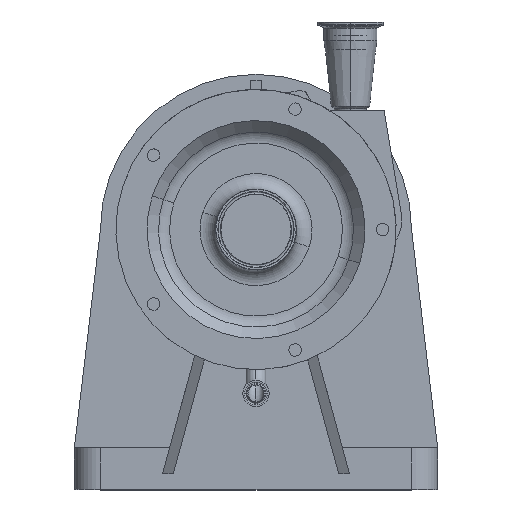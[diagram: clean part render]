
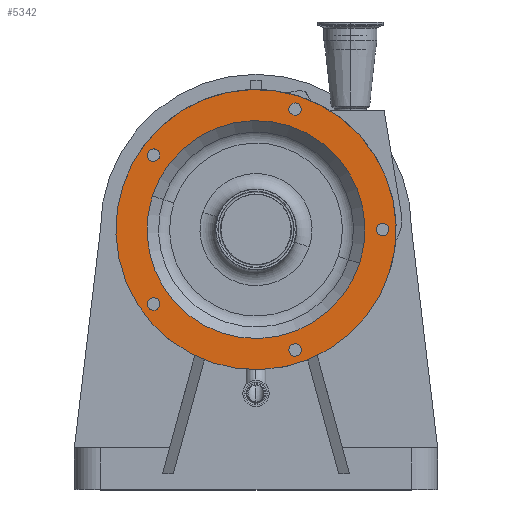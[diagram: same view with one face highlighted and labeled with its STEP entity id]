
A CAD part, top view. The second image highlights one B-rep face of the part: STEP entity #5342.
In plain terms, the highlighted planar face has unit normal (0, 0, 1).
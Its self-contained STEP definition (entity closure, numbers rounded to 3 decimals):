
#1107 = DIRECTION ( 'NONE',  ( 0., -1., 0. ) ) ;
#1108 = DIRECTION ( 'NONE',  ( 0., 0., 1. ) ) ;
#1109 = CARTESIAN_POINT ( 'NONE',  ( 122., 0., 284. ) ) ;
#1110 = AXIS2_PLACEMENT_3D ( 'NONE', #1109, #1108, #1107 ) ;
#1111 = CIRCLE ( 'NONE', #1110, 6. ) ;
#1295 = ORIENTED_EDGE ( 'NONE', *, *, #1377, .F. ) ;
#1296 = EDGE_LOOP ( 'NONE', ( #1341, #1339 ) ) ;
#1297 = ORIENTED_EDGE ( 'NONE', *, *, #4063, .F. ) ;
#1298 = EDGE_CURVE ( 'NONE', #4007, #3992, #5618, .T. ) ;
#1301 = EDGE_LOOP ( 'NONE', ( #1323, #1307 ) ) ;
#1302 = EDGE_LOOP ( 'NONE', ( #1308, #1409 ) ) ;
#1303 = EDGE_CURVE ( 'NONE', #4026, #4009, #5630, .T. ) ;
#1306 = ORIENTED_EDGE ( 'NONE', *, *, #4016, .F. ) ;
#1307 = ORIENTED_EDGE ( 'NONE', *, *, #4005, .F. ) ;
#1308 = ORIENTED_EDGE ( 'NONE', *, *, #1334, .F. ) ;
#1321 = EDGE_CURVE ( 'NONE', #3936, #3939, #5637, .T. ) ;
#1322 = ORIENTED_EDGE ( 'NONE', *, *, #1321, .F. ) ;
#1323 = ORIENTED_EDGE ( 'NONE', *, *, #1298, .F. ) ;
#1327 = EDGE_LOOP ( 'NONE', ( #1295, #1393 ) ) ;
#1328 = EDGE_LOOP ( 'NONE', ( #1408, #1297 ) ) ;
#1334 = EDGE_CURVE ( 'NONE', #4044, #3994, #5655, .T. ) ;
#1339 = ORIENTED_EDGE ( 'NONE', *, *, #5209, .T. ) ;
#1341 = ORIENTED_EDGE ( 'NONE', *, *, #4215, .T. ) ;
#1377 = EDGE_CURVE ( 'NONE', #4103, #4100, #5705, .T. ) ;
#1389 = EDGE_LOOP ( 'NONE', ( #1322, #1306 ) ) ;
#1393 = ORIENTED_EDGE ( 'NONE', *, *, #4033, .F. ) ;
#1408 = ORIENTED_EDGE ( 'NONE', *, *, #1303, .F. ) ;
#1409 = ORIENTED_EDGE ( 'NONE', *, *, #4047, .F. ) ;
#1494 = ORIENTED_EDGE ( 'NONE', *, *, #4083, .F. ) ;
#2487 = DIRECTION ( 'NONE',  ( 0.951, -0.309, 0. ) ) ;
#2488 = DIRECTION ( 'NONE',  ( 0., 0., 1. ) ) ;
#2489 = AXIS2_PLACEMENT_3D ( 'NONE', #2508, #2488, #2487 ) ;
#2490 = CIRCLE ( 'NONE', #2489, 135. ) ;
#2508 = CARTESIAN_POINT ( 'NONE',  ( 0., 0., 284. ) ) ;
#2762 = FACE_BOUND ( 'NONE', #1389, .T. ) ;
#2765 = FACE_OUTER_BOUND ( 'NONE', #1296, .T. ) ;
#2768 = FACE_BOUND ( 'NONE', #5331, .T. ) ;
#2777 = FACE_BOUND ( 'NONE', #1302, .T. ) ;
#2847 = FACE_BOUND ( 'NONE', #1328, .T. ) ;
#2897 = FACE_BOUND ( 'NONE', #1327, .T. ) ;
#3060 = FACE_BOUND ( 'NONE', #1301, .T. ) ;
#3936 = VERTEX_POINT ( 'NONE', #6614 ) ;
#3939 = VERTEX_POINT ( 'NONE', #6589 ) ;
#3992 = VERTEX_POINT ( 'NONE', #6701 ) ;
#3994 = VERTEX_POINT ( 'NONE', #6704 ) ;
#4005 = EDGE_CURVE ( 'NONE', #3992, #4007, #6705, .T. ) ;
#4007 = VERTEX_POINT ( 'NONE', #6666 ) ;
#4009 = VERTEX_POINT ( 'NONE', #6665 ) ;
#4016 = EDGE_CURVE ( 'NONE', #3939, #3936, #6784, .T. ) ;
#4026 = VERTEX_POINT ( 'NONE', #6828 ) ;
#4033 = EDGE_CURVE ( 'NONE', #4100, #4103, #6781, .T. ) ;
#4044 = VERTEX_POINT ( 'NONE', #6794 ) ;
#4045 = VERTEX_POINT ( 'NONE', #6844 ) ;
#4047 = EDGE_CURVE ( 'NONE', #3994, #4044, #6840, .T. ) ;
#4063 = EDGE_CURVE ( 'NONE', #4009, #4026, #6949, .T. ) ;
#4064 = VERTEX_POINT ( 'NONE', #6851 ) ;
#4083 = EDGE_CURVE ( 'NONE', #4064, #4045, #6951, .T. ) ;
#4100 = VERTEX_POINT ( 'NONE', #6867 ) ;
#4103 = VERTEX_POINT ( 'NONE', #6852 ) ;
#4155 = VERTEX_POINT ( 'NONE', #6970 ) ;
#4170 = VERTEX_POINT ( 'NONE', #6549 ) ;
#4215 = EDGE_CURVE ( 'NONE', #4155, #4170, #7180, .T. ) ;
#5129 = EDGE_CURVE ( 'NONE', #4045, #4064, #1111, .T. ) ;
#5209 = EDGE_CURVE ( 'NONE', #4170, #4155, #2490, .T. ) ;
#5317 = ORIENTED_EDGE ( 'NONE', *, *, #5129, .F. ) ;
#5331 = EDGE_LOOP ( 'NONE', ( #5317, #1494 ) ) ;
#5342 = ADVANCED_FACE ( 'NONE', ( #2768, #2847, #3060, #2777, #2762, #2765, #2897 ), #7419, .F. ) ;
#5548 = DIRECTION ( 'NONE',  ( 0.951, -0.309, 0. ) ) ;
#5613 = AXIS2_PLACEMENT_3D ( 'NONE', #5621, #5614, #5620 ) ;
#5614 = DIRECTION ( 'NONE',  ( 0., 0., 1. ) ) ;
#5618 = CIRCLE ( 'NONE', #5613, 6. ) ;
#5620 = DIRECTION ( 'NONE',  ( -0.588, 0.809, 0. ) ) ;
#5621 = CARTESIAN_POINT ( 'NONE',  ( -98.7, -71.71, 284. ) ) ;
#5624 = AXIS2_PLACEMENT_3D ( 'NONE', #5641, #5640, #5627 ) ;
#5627 = DIRECTION ( 'NONE',  ( -0.951, -0.309, 0. ) ) ;
#5630 = CIRCLE ( 'NONE', #5624, 6. ) ;
#5632 = DIRECTION ( 'NONE',  ( 0., 0., 1. ) ) ;
#5635 = CARTESIAN_POINT ( 'NONE',  ( 37.7, 116.029, 284. ) ) ;
#5636 = AXIS2_PLACEMENT_3D ( 'NONE', #5635, #5632, #5548 ) ;
#5637 = CIRCLE ( 'NONE', #5636, 6. ) ;
#5640 = DIRECTION ( 'NONE',  ( 0., 0., 1. ) ) ;
#5641 = CARTESIAN_POINT ( 'NONE',  ( 37.7, -116.029, 284. ) ) ;
#5645 = DIRECTION ( 'NONE',  ( 0., 0., 1. ) ) ;
#5646 = CARTESIAN_POINT ( 'NONE',  ( -98.7, 71.71, 284. ) ) ;
#5647 = AXIS2_PLACEMENT_3D ( 'NONE', #5646, #5645, #5666 ) ;
#5655 = CIRCLE ( 'NONE', #5647, 6. ) ;
#5666 = DIRECTION ( 'NONE',  ( 0.588, 0.809, 0. ) ) ;
#5696 = AXIS2_PLACEMENT_3D ( 'NONE', #5725, #5713, #5720 ) ;
#5705 = CIRCLE ( 'NONE', #5696, 105. ) ;
#5713 = DIRECTION ( 'NONE',  ( 0., 0., 1. ) ) ;
#5720 = DIRECTION ( 'NONE',  ( 0.951, -0.309, 0. ) ) ;
#5725 = CARTESIAN_POINT ( 'NONE',  ( 0., 0., 284. ) ) ;
#6549 = CARTESIAN_POINT ( 'NONE',  ( -128.393, 41.717, 284. ) ) ;
#6589 = CARTESIAN_POINT ( 'NONE',  ( 37.7, 110.029, 284. ) ) ;
#6614 = CARTESIAN_POINT ( 'NONE',  ( 37.7, 122.029, 284. ) ) ;
#6662 = CARTESIAN_POINT ( 'NONE',  ( -98.7, -71.71, 284. ) ) ;
#6665 = CARTESIAN_POINT ( 'NONE',  ( 34.173, -111.175, 284. ) ) ;
#6666 = CARTESIAN_POINT ( 'NONE',  ( -102.227, -76.564, 284. ) ) ;
#6673 = DIRECTION ( 'NONE',  ( 0., 0., 1. ) ) ;
#6688 = AXIS2_PLACEMENT_3D ( 'NONE', #6662, #6673, #6733 ) ;
#6701 = CARTESIAN_POINT ( 'NONE',  ( -95.173, -66.856, 284. ) ) ;
#6704 = CARTESIAN_POINT ( 'NONE',  ( -92.994, 69.856, 284. ) ) ;
#6705 = CIRCLE ( 'NONE', #6688, 6. ) ;
#6733 = DIRECTION ( 'NONE',  ( -0.588, 0.809, 0. ) ) ;
#6743 = DIRECTION ( 'NONE',  ( 0.951, -0.309, 0. ) ) ;
#6744 = DIRECTION ( 'NONE',  ( 0., 0., 1. ) ) ;
#6745 = CARTESIAN_POINT ( 'NONE',  ( 37.7, 116.029, 284. ) ) ;
#6746 = AXIS2_PLACEMENT_3D ( 'NONE', #6745, #6744, #6743 ) ;
#6769 = DIRECTION ( 'NONE',  ( 0., 0., 1. ) ) ;
#6770 = CARTESIAN_POINT ( 'NONE',  ( 0., 0., 284. ) ) ;
#6777 = DIRECTION ( 'NONE',  ( 0.951, -0.309, 0. ) ) ;
#6778 = DIRECTION ( 'NONE',  ( 0., 0., 1. ) ) ;
#6779 = AXIS2_PLACEMENT_3D ( 'NONE', #6842, #6769, #6833 ) ;
#6781 = CIRCLE ( 'NONE', #6795, 105. ) ;
#6784 = CIRCLE ( 'NONE', #6746, 6. ) ;
#6794 = CARTESIAN_POINT ( 'NONE',  ( -104.406, 73.564, 284. ) ) ;
#6795 = AXIS2_PLACEMENT_3D ( 'NONE', #6770, #6778, #6777 ) ;
#6828 = CARTESIAN_POINT ( 'NONE',  ( 41.227, -120.883, 284. ) ) ;
#6833 = DIRECTION ( 'NONE',  ( 0.588, 0.809, 0. ) ) ;
#6840 = CIRCLE ( 'NONE', #6779, 6. ) ;
#6842 = CARTESIAN_POINT ( 'NONE',  ( -98.7, 71.71, 284. ) ) ;
#6844 = CARTESIAN_POINT ( 'NONE',  ( 127.706, 1.854, 284. ) ) ;
#6851 = CARTESIAN_POINT ( 'NONE',  ( 116.294, -1.854, 284. ) ) ;
#6852 = CARTESIAN_POINT ( 'NONE',  ( 99.861, -32.447, 284. ) ) ;
#6856 = DIRECTION ( 'NONE',  ( 0., 0., 1. ) ) ;
#6859 = AXIS2_PLACEMENT_3D ( 'NONE', #6945, #6944, #6943 ) ;
#6867 = CARTESIAN_POINT ( 'NONE',  ( -99.861, 32.447, 284. ) ) ;
#6911 = AXIS2_PLACEMENT_3D ( 'NONE', #6926, #6856, #6948 ) ;
#6926 = CARTESIAN_POINT ( 'NONE',  ( 37.7, -116.029, 284. ) ) ;
#6943 = DIRECTION ( 'NONE',  ( 0., -1., 0. ) ) ;
#6944 = DIRECTION ( 'NONE',  ( 0., 0., 1. ) ) ;
#6945 = CARTESIAN_POINT ( 'NONE',  ( 122., 0., 284. ) ) ;
#6948 = DIRECTION ( 'NONE',  ( -0.951, -0.309, 0. ) ) ;
#6949 = CIRCLE ( 'NONE', #6911, 6. ) ;
#6951 = CIRCLE ( 'NONE', #6859, 6. ) ;
#6970 = CARTESIAN_POINT ( 'NONE',  ( 128.393, -41.717, 284. ) ) ;
#7100 = CARTESIAN_POINT ( 'NONE',  ( 0., 0., 284. ) ) ;
#7180 = CIRCLE ( 'NONE', #7233, 135. ) ;
#7207 = DIRECTION ( 'NONE',  ( 0.951, -0.309, 0. ) ) ;
#7224 = DIRECTION ( 'NONE',  ( 0., 0., 1. ) ) ;
#7233 = AXIS2_PLACEMENT_3D ( 'NONE', #7100, #7224, #7207 ) ;
#7402 = DIRECTION ( 'NONE',  ( -0.951, 0.309, 0. ) ) ;
#7410 = DIRECTION ( 'NONE',  ( 0., 0., -1. ) ) ;
#7411 = CARTESIAN_POINT ( 'NONE',  ( 12.052, 37.091, 284. ) ) ;
#7414 = AXIS2_PLACEMENT_3D ( 'NONE', #7411, #7410, #7402 ) ;
#7419 = PLANE ( 'NONE',  #7414 ) ;
